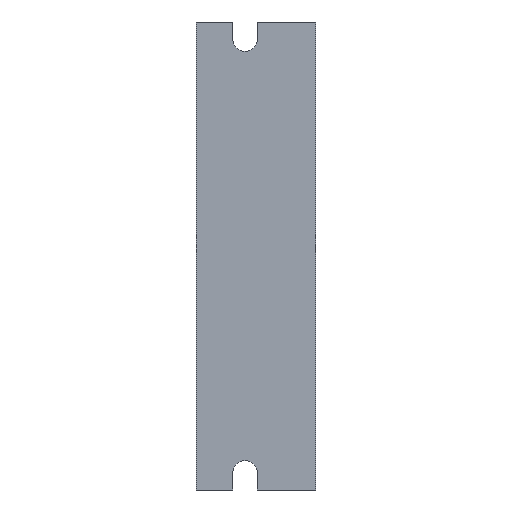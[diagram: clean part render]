
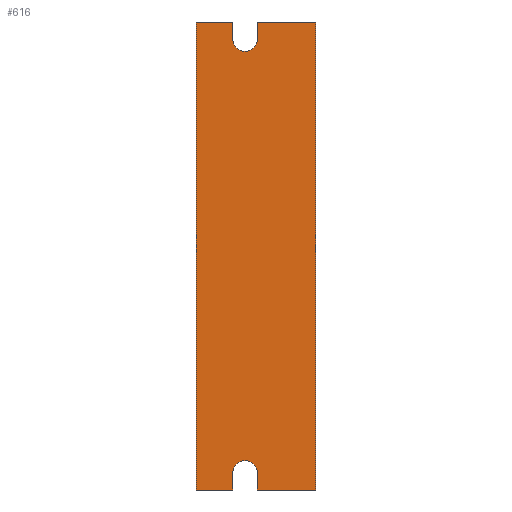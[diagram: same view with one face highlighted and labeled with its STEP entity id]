
A CAD part, left-side view. The second image highlights one B-rep face of the part: STEP entity #616.
In plain terms, the highlighted planar face has unit normal (-1, 0, 0).
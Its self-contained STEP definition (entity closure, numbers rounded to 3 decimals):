
#32 = DIRECTION ( 'NONE',  ( 0., -1., 0. ) ) ;
#74 = DIRECTION ( 'NONE',  ( 0., -1., 0. ) ) ;
#94 = VECTOR ( 'NONE', #496, 1000. ) ;
#101 = VERTEX_POINT ( 'NONE', #286 ) ;
#132 = EDGE_CURVE ( 'NONE', #1651, #709, #780, .T. ) ;
#145 = DIRECTION ( 'NONE',  ( 0., -1., 0. ) ) ;
#154 = AXIS2_PLACEMENT_3D ( 'NONE', #1165, #1825, #355 ) ;
#156 = AXIS2_PLACEMENT_3D ( 'NONE', #1094, #1756, #285 ) ;
#165 = VERTEX_POINT ( 'NONE', #953 ) ;
#191 = VECTOR ( 'NONE', #145, 1000. ) ;
#195 = AXIS2_PLACEMENT_3D ( 'NONE', #1984, #514, #1163 ) ;
#248 = CARTESIAN_POINT ( 'NONE',  ( -30., 24.5, -48. ) ) ;
#266 = EDGE_LOOP ( 'NONE', ( #2117, #1655, #656, #887, #879, #718, #1716, #1826, #1288, #1037, #1380, #1215, #1766 ) ) ;
#285 = DIRECTION ( 'NONE',  ( 0., 0., -1. ) ) ;
#286 = CARTESIAN_POINT ( 'NONE',  ( -30., 12., 44.5 ) ) ;
#296 = VECTOR ( 'NONE', #414, 1000. ) ;
#318 = LINE ( 'NONE', #966, #1762 ) ;
#323 = VERTEX_POINT ( 'NONE', #684 ) ;
#339 = DIRECTION ( 'NONE',  ( 0., 0., -1. ) ) ;
#355 = DIRECTION ( 'NONE',  ( 0., 0., 1. ) ) ;
#414 = DIRECTION ( 'NONE',  ( 0., 0., -1. ) ) ;
#427 = CARTESIAN_POINT ( 'NONE',  ( -30., 17., 44.5 ) ) ;
#453 = CARTESIAN_POINT ( 'NONE',  ( -30., 12., 48. ) ) ;
#469 = DIRECTION ( 'NONE',  ( 1., 0., 0. ) ) ;
#496 = DIRECTION ( 'NONE',  ( 0., 0., 1. ) ) ;
#500 = CARTESIAN_POINT ( 'NONE',  ( -30., 0., 48. ) ) ;
#514 = DIRECTION ( 'NONE',  ( -1., 0., 0. ) ) ;
#556 = VERTEX_POINT ( 'NONE', #453 ) ;
#589 = DIRECTION ( 'NONE',  ( 0., 0., 1. ) ) ;
#616 = ADVANCED_FACE ( 'NONE', ( #624 ), #1277, .F. ) ;
#621 = CARTESIAN_POINT ( 'NONE',  ( -30., 24.5, -48. ) ) ;
#624 = FACE_OUTER_BOUND ( 'NONE', #266, .T. ) ;
#656 = ORIENTED_EDGE ( 'NONE', *, *, #667, .F. ) ;
#667 = EDGE_CURVE ( 'NONE', #1877, #323, #318, .T. ) ;
#684 = CARTESIAN_POINT ( 'NONE',  ( -30., 17., 48. ) ) ;
#706 = CIRCLE ( 'NONE', #156, 2.5 ) ;
#709 = VERTEX_POINT ( 'NONE', #500 ) ;
#715 = EDGE_CURVE ( 'NONE', #165, #1668, #1150, .T. ) ;
#718 = ORIENTED_EDGE ( 'NONE', *, *, #715, .F. ) ;
#780 = LINE ( 'NONE', #1435, #1831 ) ;
#801 = VECTOR ( 'NONE', #32, 1000. ) ;
#824 = EDGE_CURVE ( 'NONE', #556, #709, #880, .T. ) ;
#834 = LINE ( 'NONE', #1492, #801 ) ;
#864 = EDGE_CURVE ( 'NONE', #948, #1877, #1721, .T. ) ;
#879 = ORIENTED_EDGE ( 'NONE', *, *, #1486, .T. ) ;
#880 = LINE ( 'NONE', #1534, #1415 ) ;
#887 = ORIENTED_EDGE ( 'NONE', *, *, #864, .F. ) ;
#894 = VERTEX_POINT ( 'NONE', #1067 ) ;
#898 = DIRECTION ( 'NONE',  ( 0., 0., 1. ) ) ;
#921 = EDGE_CURVE ( 'NONE', #894, #1299, #1407, .T. ) ;
#935 = CARTESIAN_POINT ( 'NONE',  ( -30., 14.5, -42. ) ) ;
#948 = VERTEX_POINT ( 'NONE', #621 ) ;
#953 = CARTESIAN_POINT ( 'NONE',  ( -30., 17., -44.5 ) ) ;
#956 = LINE ( 'NONE', #1608, #191 ) ;
#964 = AXIS2_PLACEMENT_3D ( 'NONE', #1942, #469, #1119 ) ;
#965 = EDGE_CURVE ( 'NONE', #894, #1651, #956, .T. ) ;
#966 = CARTESIAN_POINT ( 'NONE',  ( -30., 24.5, 48. ) ) ;
#1021 = EDGE_CURVE ( 'NONE', #101, #556, #1306, .T. ) ;
#1037 = ORIENTED_EDGE ( 'NONE', *, *, #965, .T. ) ;
#1067 = CARTESIAN_POINT ( 'NONE',  ( -30., 12., -48. ) ) ;
#1078 = CIRCLE ( 'NONE', #154, 2.5 ) ;
#1094 = CARTESIAN_POINT ( 'NONE',  ( -30., 14.5, -44.5 ) ) ;
#1119 = DIRECTION ( 'NONE',  ( 0., 0., -1. ) ) ;
#1150 = LINE ( 'NONE', #1811, #2036 ) ;
#1163 = DIRECTION ( 'NONE',  ( 0., 0., -1. ) ) ;
#1165 = CARTESIAN_POINT ( 'NONE',  ( -30., 14.5, 44.5 ) ) ;
#1215 = ORIENTED_EDGE ( 'NONE', *, *, #824, .F. ) ;
#1224 = LINE ( 'NONE', #1887, #296 ) ;
#1247 = VERTEX_POINT ( 'NONE', #427 ) ;
#1277 = PLANE ( 'NONE',  #964 ) ;
#1288 = ORIENTED_EDGE ( 'NONE', *, *, #921, .F. ) ;
#1299 = VERTEX_POINT ( 'NONE', #2079 ) ;
#1306 = LINE ( 'NONE', #1968, #94 ) ;
#1312 = VERTEX_POINT ( 'NONE', #935 ) ;
#1376 = CARTESIAN_POINT ( 'NONE',  ( -30., 0., -48. ) ) ;
#1380 = ORIENTED_EDGE ( 'NONE', *, *, #132, .T. ) ;
#1395 = CIRCLE ( 'NONE', #195, 2.5 ) ;
#1407 = LINE ( 'NONE', #2061, #1427 ) ;
#1415 = VECTOR ( 'NONE', #74, 1000. ) ;
#1427 = VECTOR ( 'NONE', #589, 1000. ) ;
#1435 = CARTESIAN_POINT ( 'NONE',  ( -30., 0., -48. ) ) ;
#1455 = CARTESIAN_POINT ( 'NONE',  ( -30., 24.5, 48. ) ) ;
#1486 = EDGE_CURVE ( 'NONE', #948, #1668, #834, .T. ) ;
#1492 = CARTESIAN_POINT ( 'NONE',  ( -30., 24.5, -48. ) ) ;
#1525 = EDGE_CURVE ( 'NONE', #1247, #101, #1078, .T. ) ;
#1534 = CARTESIAN_POINT ( 'NONE',  ( -30., 24.5, 48. ) ) ;
#1608 = CARTESIAN_POINT ( 'NONE',  ( -30., 24.5, -48. ) ) ;
#1623 = DIRECTION ( 'NONE',  ( 0., -1., 0. ) ) ;
#1651 = VERTEX_POINT ( 'NONE', #1376 ) ;
#1655 = ORIENTED_EDGE ( 'NONE', *, *, #1681, .F. ) ;
#1668 = VERTEX_POINT ( 'NONE', #1715 ) ;
#1681 = EDGE_CURVE ( 'NONE', #323, #1247, #1224, .T. ) ;
#1715 = CARTESIAN_POINT ( 'NONE',  ( -30., 17., -48. ) ) ;
#1716 = ORIENTED_EDGE ( 'NONE', *, *, #1759, .F. ) ;
#1721 = LINE ( 'NONE', #248, #2070 ) ;
#1756 = DIRECTION ( 'NONE',  ( -1., 0., 0. ) ) ;
#1759 = EDGE_CURVE ( 'NONE', #1312, #165, #706, .T. ) ;
#1762 = VECTOR ( 'NONE', #1623, 1000. ) ;
#1766 = ORIENTED_EDGE ( 'NONE', *, *, #1021, .F. ) ;
#1811 = CARTESIAN_POINT ( 'NONE',  ( -30., 17., -48. ) ) ;
#1825 = DIRECTION ( 'NONE',  ( -1., 0., 0. ) ) ;
#1826 = ORIENTED_EDGE ( 'NONE', *, *, #1994, .F. ) ;
#1831 = VECTOR ( 'NONE', #2095, 1000. ) ;
#1877 = VERTEX_POINT ( 'NONE', #1455 ) ;
#1887 = CARTESIAN_POINT ( 'NONE',  ( -30., 17., 48. ) ) ;
#1942 = CARTESIAN_POINT ( 'NONE',  ( -30., 24.5, -48. ) ) ;
#1968 = CARTESIAN_POINT ( 'NONE',  ( -30., 12., 44.5 ) ) ;
#1984 = CARTESIAN_POINT ( 'NONE',  ( -30., 14.5, -44.5 ) ) ;
#1994 = EDGE_CURVE ( 'NONE', #1299, #1312, #1395, .T. ) ;
#2036 = VECTOR ( 'NONE', #339, 1000. ) ;
#2061 = CARTESIAN_POINT ( 'NONE',  ( -30., 12., -44.5 ) ) ;
#2070 = VECTOR ( 'NONE', #898, 1000. ) ;
#2079 = CARTESIAN_POINT ( 'NONE',  ( -30., 12., -44.5 ) ) ;
#2095 = DIRECTION ( 'NONE',  ( 0., 0., 1. ) ) ;
#2117 = ORIENTED_EDGE ( 'NONE', *, *, #1525, .F. ) ;
